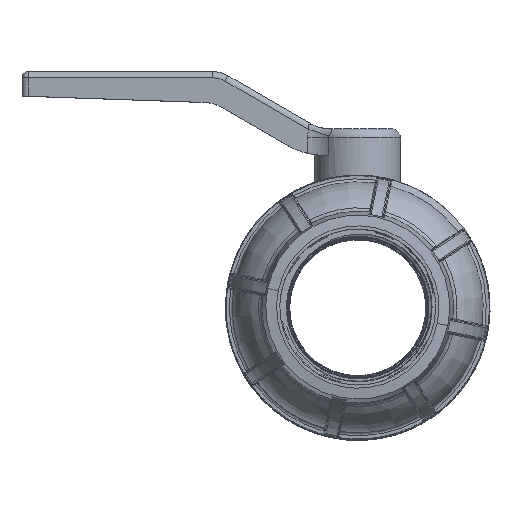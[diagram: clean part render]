
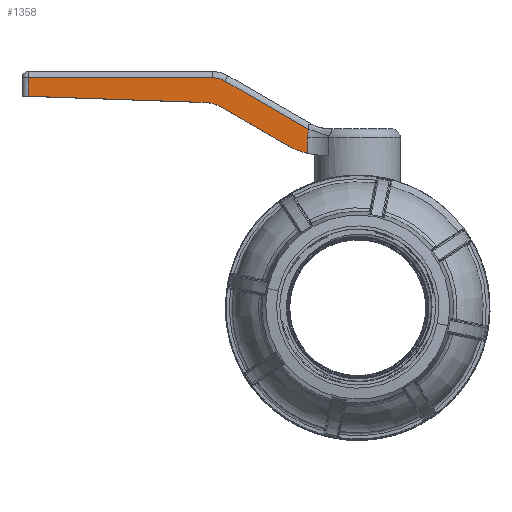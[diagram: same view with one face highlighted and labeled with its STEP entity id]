
A CAD part, top view. The second image highlights one B-rep face of the part: STEP entity #1358.
In plain terms, the highlighted planar face has unit normal (0, 0, 1).
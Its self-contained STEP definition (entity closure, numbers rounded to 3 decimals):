
#1358 = ADVANCED_FACE ( 'NONE', ( #41843 ), #64134, .F. ) ;
#1479 = EDGE_CURVE ( 'NONE', #6519, #6476, #41996, .T. ) ;
#1482 = EDGE_CURVE ( 'NONE', #6404, #6519, #62517, .T. ) ;
#1487 = EDGE_CURVE ( 'NONE', #6426, #6237, #42005, .T. ) ;
#1490 = EDGE_CURVE ( 'NONE', #6268, #6426, #42006, .T. ) ;
#1493 = EDGE_CURVE ( 'NONE', #6411, #6268, #62556, .T. ) ;
#1497 = EDGE_CURVE ( 'NONE', #6409, #6411, #42010, .T. ) ;
#1510 = EDGE_CURVE ( 'NONE', #6365, #6409, #51798, .T. ) ;
#1512 = EDGE_CURVE ( 'NONE', #6224, #6365, #42014, .T. ) ;
#1513 = EDGE_CURVE ( 'NONE', #6237, #6404, #42015, .T. ) ;
#1514 = EDGE_CURVE ( 'NONE', #6476, #6224, #62610, .T. ) ;
#5749 = EDGE_LOOP ( 'NONE', ( #78392, #78395, #78398, #78390, #78401, #78404, #78408, #78414, #78417, #78411 ) ) ;
#6224 = VERTEX_POINT ( 'NONE', #86451 ) ;
#6237 = VERTEX_POINT ( 'NONE', #86464 ) ;
#6268 = VERTEX_POINT ( 'NONE', #86495 ) ;
#6365 = VERTEX_POINT ( 'NONE', #86592 ) ;
#6404 = VERTEX_POINT ( 'NONE', #86631 ) ;
#6409 = VERTEX_POINT ( 'NONE', #86636 ) ;
#6411 = VERTEX_POINT ( 'NONE', #86638 ) ;
#6426 = VERTEX_POINT ( 'NONE', #86653 ) ;
#6476 = VERTEX_POINT ( 'NONE', #86703 ) ;
#6519 = VERTEX_POINT ( 'NONE', #86746 ) ;
#41843 = FACE_OUTER_BOUND ( 'NONE', #5749, .T. ) ;
#41996 = LINE ( 'NONE', #66274, #62508 ) ;
#42005 = LINE ( 'NONE', #66316, #62539 ) ;
#42006 = LINE ( 'NONE', #66332, #62552 ) ;
#42010 = LINE ( 'NONE', #66411, #62578 ) ;
#42014 = LINE ( 'NONE', #66583, #62618 ) ;
#42015 = LINE ( 'NONE', #66587, #62622 ) ;
#51798 = B_SPLINE_CURVE_WITH_KNOTS ( 'NONE', 3,
 ( #66552, #66553, #66555, #66557 ),
 .UNSPECIFIED., .F., .F.,
 ( 4, 4 ),
 ( 0., 0.003 ),
 .UNSPECIFIED. ) ;
#62093 = AXIS2_PLACEMENT_3D ( 'NONE', #64135, #64136, #64137 ) ;
#62508 = VECTOR ( 'NONE', #66276, 1000. ) ;
#62517 = CIRCLE ( 'NONE', #62519, 10. ) ;
#62519 = AXIS2_PLACEMENT_3D ( 'NONE', #66287, #66289, #66291 ) ;
#62539 = VECTOR ( 'NONE', #66318, 1000. ) ;
#62552 = VECTOR ( 'NONE', #66334, 1000. ) ;
#62556 = CIRCLE ( 'NONE', #62562, 8. ) ;
#62562 = AXIS2_PLACEMENT_3D ( 'NONE', #66346, #66348, #66350 ) ;
#62578 = VECTOR ( 'NONE', #66413, 1000. ) ;
#62610 = CIRCLE ( 'NONE', #62625, 24. ) ;
#62618 = VECTOR ( 'NONE', #66585, 1000. ) ;
#62622 = VECTOR ( 'NONE', #66589, 1000. ) ;
#62625 = AXIS2_PLACEMENT_3D ( 'NONE', #66592, #66593, #66595 ) ;
#64134 = PLANE ( 'NONE',  #62093 ) ;
#64135 = CARTESIAN_POINT ( 'NONE',  ( 1984.171, 161.763, 5. ) ) ;
#64136 = DIRECTION ( 'NONE',  ( 0., 0., -1. ) ) ;
#64137 = DIRECTION ( 'NONE',  ( -1., 0., 0. ) ) ;
#66274 = CARTESIAN_POINT ( 'NONE',  ( 1972.171, 140.978, 5. ) ) ;
#66276 = DIRECTION ( 'NONE',  ( 0.866, -0.5, 0. ) ) ;
#66287 = CARTESIAN_POINT ( 'NONE',  ( 1945.185, 145.012, 5. ) ) ;
#66289 = DIRECTION ( 'NONE',  ( 0., 0., -1. ) ) ;
#66291 = DIRECTION ( 'NONE',  ( 1., 0., 0. ) ) ;
#66316 = CARTESIAN_POINT ( 'NONE',  ( 1887.381, 161.763, 5. ) ) ;
#66318 = DIRECTION ( 'NONE',  ( 0., -1., 0. ) ) ;
#66332 = CARTESIAN_POINT ( 'NONE',  ( 1984.171, 163.106, 5. ) ) ;
#66334 = DIRECTION ( 'NONE',  ( -1., 0., 0. ) ) ;
#66346 = CARTESIAN_POINT ( 'NONE',  ( 1947.701, 155.106, 5. ) ) ;
#66348 = DIRECTION ( 'NONE',  ( 0., 0., 1. ) ) ;
#66350 = DIRECTION ( 'NONE',  ( -1., 0., 0. ) ) ;
#66411 = CARTESIAN_POINT ( 'NONE',  ( 1976.171, 147.907, 5. ) ) ;
#66413 = DIRECTION ( 'NONE',  ( -0.866, 0.5, 0. ) ) ;
#66552 = CARTESIAN_POINT ( 'NONE',  ( 1978.703, 143.427, 5. ) ) ;
#66553 = CARTESIAN_POINT ( 'NONE',  ( 1978.703, 144.372, 5. ) ) ;
#66555 = CARTESIAN_POINT ( 'NONE',  ( 1978.85, 145.293, 5. ) ) ;
#66557 = CARTESIAN_POINT ( 'NONE',  ( 1979.141, 146.192, 5. ) ) ;
#66583 = CARTESIAN_POINT ( 'NONE',  ( 1978.703, 143.427, 5. ) ) ;
#66585 = DIRECTION ( 'NONE',  ( 0., 1., 0. ) ) ;
#66587 = CARTESIAN_POINT ( 'NONE',  ( 1885.381, 157.106, 5. ) ) ;
#66589 = DIRECTION ( 'NONE',  ( 0.999, -0.035, 0. ) ) ;
#66592 = CARTESIAN_POINT ( 'NONE',  ( 1984.171, 161.763, 5. ) ) ;
#66593 = DIRECTION ( 'NONE',  ( 0., 0., 1. ) ) ;
#66595 = DIRECTION ( 'NONE',  ( -1., 0., 0. ) ) ;
#78390 = ORIENTED_EDGE ( 'NONE', *, *, #1493, .T. ) ;
#78392 = ORIENTED_EDGE ( 'NONE', *, *, #1512, .T. ) ;
#78395 = ORIENTED_EDGE ( 'NONE', *, *, #1510, .T. ) ;
#78398 = ORIENTED_EDGE ( 'NONE', *, *, #1497, .T. ) ;
#78401 = ORIENTED_EDGE ( 'NONE', *, *, #1490, .T. ) ;
#78404 = ORIENTED_EDGE ( 'NONE', *, *, #1487, .T. ) ;
#78408 = ORIENTED_EDGE ( 'NONE', *, *, #1513, .T. ) ;
#78411 = ORIENTED_EDGE ( 'NONE', *, *, #1514, .T. ) ;
#78414 = ORIENTED_EDGE ( 'NONE', *, *, #1482, .T. ) ;
#78417 = ORIENTED_EDGE ( 'NONE', *, *, #1479, .T. ) ;
#86451 = CARTESIAN_POINT ( 'NONE',  ( 1978.703, 138.394, 5. ) ) ;
#86464 = CARTESIAN_POINT ( 'NONE',  ( 1887.381, 157.036, 5. ) ) ;
#86495 = CARTESIAN_POINT ( 'NONE',  ( 1947.701, 163.106, 5. ) ) ;
#86592 = CARTESIAN_POINT ( 'NONE',  ( 1978.703, 143.427, 5. ) ) ;
#86631 = CARTESIAN_POINT ( 'NONE',  ( 1945.534, 155.005, 5. ) ) ;
#86636 = CARTESIAN_POINT ( 'NONE',  ( 1979.141, 146.192, 5. ) ) ;
#86638 = CARTESIAN_POINT ( 'NONE',  ( 1951.701, 162.034, 5. ) ) ;
#86653 = CARTESIAN_POINT ( 'NONE',  ( 1887.381, 163.106, 5. ) ) ;
#86703 = CARTESIAN_POINT ( 'NONE',  ( 1972.171, 140.978, 5. ) ) ;
#86746 = CARTESIAN_POINT ( 'NONE',  ( 1950.185, 153.672, 5. ) ) ;
